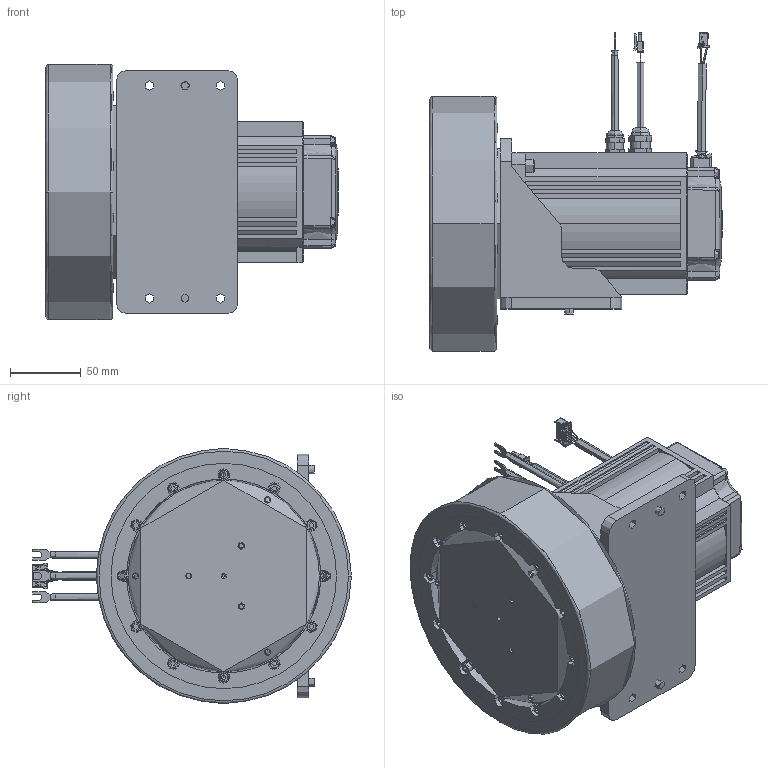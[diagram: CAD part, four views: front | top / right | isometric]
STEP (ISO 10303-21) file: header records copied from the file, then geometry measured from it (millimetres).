
FILE_DESCRIPTION((''),'2;1');
FILE_NAME('MSD180-10-100-20GSL-B_461117000','2023-12-01T15:35:43',('ms28140'),(''),'CREO PARAMETRIC BY PTC INC, 2018100','CREO PARAMETRIC BY PTC INC, 2018100','');
FILE_SCHEMA(('CONFIG_CONTROL_DESIGN'));
Products named in the file (1): MSD180-10-100-20GSL-B_461117000
Bounding box: 206.5 x 224.83 x 180 mm (x, y, z)
Topology: 0 solids, 108 shells, 2170 faces, 5805 edges, 3799 vertices
Faces by surface type: plane 1256, cylinder 514, cone 181, torus 143, bspline 52, sphere 14, extrusion 10
Full cylindrical faces by diameter (mm): 2.551 x1
Entity records: 72665 total; most frequent: CARTESIAN_POINT 18408, DIRECTION 11328, ORIENTED_EDGE 10794, EDGE_CURVE 5752, AXIS2_PLACEMENT_3D 3883, VERTEX_POINT 3800, VECTOR 3562, LINE 3552
